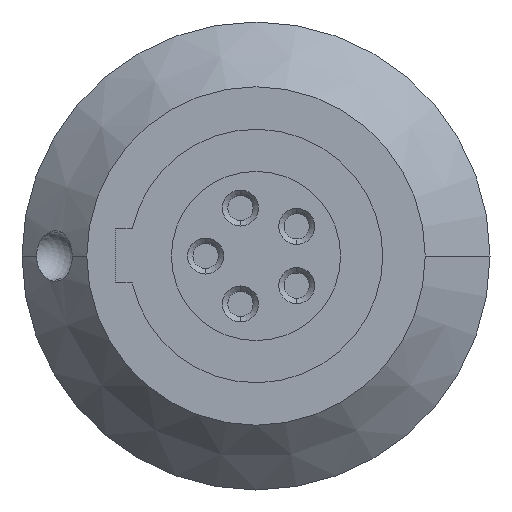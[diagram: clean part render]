
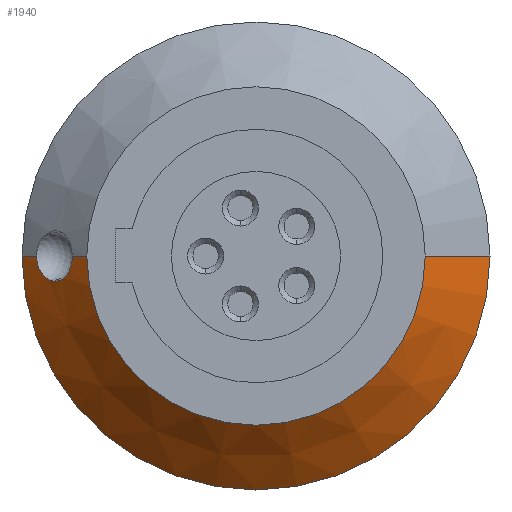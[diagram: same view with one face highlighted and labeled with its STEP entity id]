
A CAD part, left-side view. The second image highlights one B-rep face of the part: STEP entity #1940.
In plain terms, the highlighted conical face has half-angle 45 degrees and reference radius 5.6 mm.
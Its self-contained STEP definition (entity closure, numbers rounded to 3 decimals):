
#41=CARTESIAN_POINT('',(-10.9,0.,0.));
#42=DIRECTION('',(-1.,0.,0.));
#43=DIRECTION('',(0.,1.,0.));
#44=AXIS2_PLACEMENT_3D('',#41,#42,#43);
#63=CARTESIAN_POINT('',(-10.495,5.105,0.));
#64=CARTESIAN_POINT('',(-10.495,5.105,-0.037));
#65=CARTESIAN_POINT('',(-10.49,5.109,-0.11));
#66=CARTESIAN_POINT('',(-10.471,5.125,-0.216));
#67=CARTESIAN_POINT('',(-10.439,5.151,-0.315));
#68=CARTESIAN_POINT('',(-10.397,5.187,-0.407));
#69=CARTESIAN_POINT('',(-10.346,5.231,-0.488));
#70=CARTESIAN_POINT('',(-10.287,5.284,-0.558));
#71=CARTESIAN_POINT('',(-10.221,5.344,-0.616));
#72=CARTESIAN_POINT('',(-10.148,5.412,-0.661));
#73=CARTESIAN_POINT('',(-10.071,5.486,-0.69));
#74=CARTESIAN_POINT('',(-9.99,5.566,-0.702));
#75=CARTESIAN_POINT('',(-9.909,5.648,-0.696));
#76=CARTESIAN_POINT('',(-9.833,5.728,-0.671));
#77=CARTESIAN_POINT('',(-9.762,5.804,-0.629));
#78=CARTESIAN_POINT('',(-9.697,5.876,-0.571));
#79=CARTESIAN_POINT('',(-9.639,5.94,-0.498));
#80=CARTESIAN_POINT('',(-9.592,5.994,-0.414));
#81=CARTESIAN_POINT('',(-9.554,6.038,-0.321));
#82=CARTESIAN_POINT('',(-9.526,6.071,-0.218));
#83=CARTESIAN_POINT('',(-9.509,6.09,-0.111));
#84=CARTESIAN_POINT('',(-9.505,6.095,-0.037));
#85=CARTESIAN_POINT('',(-9.505,6.095,0.));
#87=DIRECTION('',(-0.707,-0.707,0.));
#88=VECTOR('',#87,0.573);
#89=CARTESIAN_POINT('',(-10.495,5.105,0.));
#90=LINE('',#89,#88);
#91=DIRECTION('',(-0.707,0.707,0.));
#92=VECTOR('',#91,2.546);
#93=CARTESIAN_POINT('',(-9.1,-6.5,0.));
#94=LINE('',#93,#92);
#95=CARTESIAN_POINT('',(-9.1,0.,0.));
#96=DIRECTION('',(-1.,0.,0.));
#97=DIRECTION('',(0.,1.,0.));
#98=AXIS2_PLACEMENT_3D('',#95,#96,#97);
#100=DIRECTION('',(-0.707,-0.707,0.));
#101=VECTOR('',#100,0.573);
#102=CARTESIAN_POINT('',(-9.1,6.5,0.));
#103=LINE('',#102,#101);
#104=CARTESIAN_POINT('',(-9.505,6.095,0.));
#126=CARTESIAN_POINT('',(-10.495,5.105,0.));
#1819=CARTESIAN_POINT('',(-9.1,6.5,0.));
#1821=VERTEX_POINT('',#1819);
#1827=CARTESIAN_POINT('',(-9.1,-6.5,0.));
#1829=VERTEX_POINT('',#1827);
#1830=CARTESIAN_POINT('',(-10.9,-4.7,0.));
#1831=VERTEX_POINT('',#1830);
#1832=CARTESIAN_POINT('',(-10.9,4.7,0.));
#1833=VERTEX_POINT('',#1832);
#1846=VERTEX_POINT('',#104);
#1847=VERTEX_POINT('',#126);
#1922=CARTESIAN_POINT('',(-10.,0.,0.));
#1923=DIRECTION('',(1.,0.,0.));
#1924=DIRECTION('',(0.,-1.,0.));
#1925=AXIS2_PLACEMENT_3D('',#1922,#1923,#1924);
#1926=CONICAL_SURFACE('',#1925,5.6,45.);
#1928=ORIENTED_EDGE('',*,*,#1927,.F.);
#1930=ORIENTED_EDGE('',*,*,#1929,.T.);
#1931=ORIENTED_EDGE('',*,*,#1906,.T.);
#1933=ORIENTED_EDGE('',*,*,#1932,.F.);
#1935=ORIENTED_EDGE('',*,*,#1934,.F.);
#1937=ORIENTED_EDGE('',*,*,#1936,.T.);
#1938=EDGE_LOOP('',(#1928,#1930,#1931,#1933,#1935,#1937));
#1939=FACE_OUTER_BOUND('',#1938,.F.);
#1940=ADVANCED_FACE('',(#1939),#1926,.T.);
#45=CIRCLE('',#44,4.7);
#86=B_SPLINE_CURVE_WITH_KNOTS('',3,(#63,#64,#65,#66,#67,#68,#69,#70,#71,#72,#73,
#74,#75,#76,#77,#78,#79,#80,#81,#82,#83,#84,#85),.UNSPECIFIED.,.F.,.F.,(4,1,1,1,
1,1,1,1,1,1,1,1,1,1,1,1,1,1,1,1,4),(0.,0.05,0.1,0.15,0.2,0.25,0.3,
0.35,0.4,0.45,0.5,0.55,0.6,0.65,0.7,0.75,0.8,0.85,0.9,
0.95,1.),.UNSPECIFIED.);
#99=CIRCLE('',#98,6.5);
#1906=EDGE_CURVE('',#1833,#1831,#45,.T.);
#1927=EDGE_CURVE('',#1847,#1846,#86,.T.);
#1929=EDGE_CURVE('',#1847,#1833,#90,.T.);
#1932=EDGE_CURVE('',#1829,#1831,#94,.T.);
#1934=EDGE_CURVE('',#1821,#1829,#99,.T.);
#1936=EDGE_CURVE('',#1821,#1846,#103,.T.);
